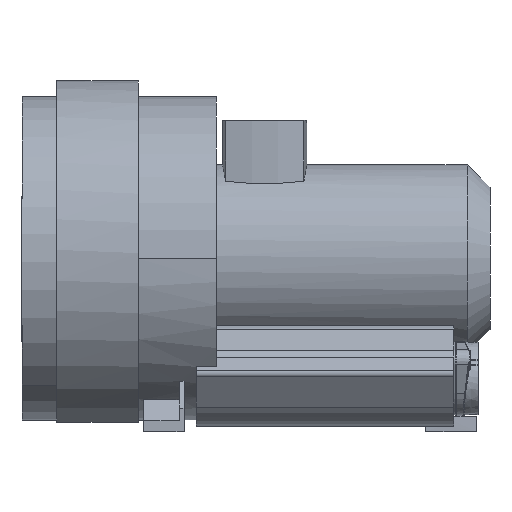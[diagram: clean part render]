
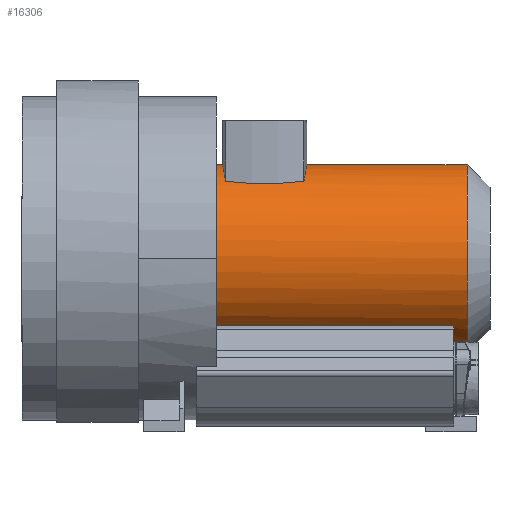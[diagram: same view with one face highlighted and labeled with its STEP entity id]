
A CAD part, left-side view. The second image highlights one B-rep face of the part: STEP entity #16306.
In plain terms, the highlighted cylindrical face has radius 162 mm (diameter 324 mm), a partial arc.
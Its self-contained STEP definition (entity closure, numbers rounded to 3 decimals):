
#3023=CARTESIAN_POINT('',(0.,-545.3,0.001));
#3024=DIRECTION('',(0.,-1.,0.));
#3025=DIRECTION('',(-0.673,0.,-0.74));
#3026=AXIS2_PLACEMENT_3D('',#3023,#3024,#3025);
#5159=CARTESIAN_POINT('',(0.,-508.8,
0.001));
#5160=DIRECTION('',(0.,-1.,0.));
#5161=DIRECTION('',(0.,0.,-1.));
#5162=AXIS2_PLACEMENT_3D('',#5159,#5160,#5161);
#5164=DIRECTION('',(0.,-1.,0.));
#5165=VECTOR('',#5164,373.8);
#5166=CARTESIAN_POINT('',(30.158,-135.,-159.167));
#5167=LINE('',#5166,#5165);
#5168=CARTESIAN_POINT('',(0.,-135.,0.001));
#5169=DIRECTION('',(0.,1.,0.));
#5170=DIRECTION('',(0.186,0.,-0.983));
#5171=AXIS2_PLACEMENT_3D('',#5168,#5169,#5170);
#5173=DIRECTION('',(0.,-1.,0.));
#5174=VECTOR('',#5173,410.3);
#5175=CARTESIAN_POINT('',(-30.161,-135.,-159.167));
#5176=LINE('',#5175,#5174);
#5177=DIRECTION('',(0.,1.,0.));
#5178=VECTOR('',#5177,410.3);
#5179=CARTESIAN_POINT('',(-108.966,-545.3,-119.876));
#5180=LINE('',#5179,#5178);
#5181=CARTESIAN_POINT('',(0.,-135.,0.001));
#5182=DIRECTION('',(0.,1.,0.));
#5183=DIRECTION('',(-0.673,0.,-0.74));
#5184=AXIS2_PLACEMENT_3D('',#5181,#5182,#5183);
#5186=DIRECTION('',(0.,-1.,0.));
#5187=VECTOR('',#5186,373.8);
#5188=CARTESIAN_POINT('',(108.963,-135.,-119.879));
#5189=LINE('',#5188,#5187);
#5190=CARTESIAN_POINT('',(0.,-508.8,
0.001));
#5191=DIRECTION('',(0.,-1.,0.));
#5192=DIRECTION('',(0.673,0.,-0.74));
#5193=AXIS2_PLACEMENT_3D('',#5190,#5191,#5192);
#5195=CARTESIAN_POINT('',(0.,-568.8,
0.001));
#5196=DIRECTION('',(0.,-1.,0.));
#5197=DIRECTION('',(0.,0.,1.));
#5198=AXIS2_PLACEMENT_3D('',#5195,#5196,#5197);
#5200=CARTESIAN_POINT('',(72.139,-150.628,145.052));
#5201=CARTESIAN_POINT('',(64.53,-149.73,148.837));
#5202=CARTESIAN_POINT('',(49.537,-148.22,154.796));
#5203=CARTESIAN_POINT('',(28.83,-146.783,159.833));
#5204=CARTESIAN_POINT('',(10.095,-146.015,162.003));
#5205=CARTESIAN_POINT('',(-6.311,-145.754,
162.121));
#5206=CARTESIAN_POINT('',(-20.894,-145.839,
160.849));
#5207=CARTESIAN_POINT('',(-34.103,-146.177,
158.547));
#5208=CARTESIAN_POINT('',(-46.414,-146.712,
155.381));
#5209=CARTESIAN_POINT('',(-58.438,-147.442,
151.273));
#5210=CARTESIAN_POINT('',(-70.219,-148.36,
146.181));
#5211=CARTESIAN_POINT('',(-81.575,-149.435,
140.158));
#5212=CARTESIAN_POINT('',(-88.745,-150.229,
135.597));
#5213=CARTESIAN_POINT('',(-92.227,-150.64,
133.185));
#5215=CARTESIAN_POINT('',(-92.227,-150.64,
133.185));
#5216=CARTESIAN_POINT('',(-93.183,-156.204,
132.523));
#5217=CARTESIAN_POINT('',(-94.859,-167.373,
131.333));
#5218=CARTESIAN_POINT('',(-96.664,-184.274,
130.005));
#5219=CARTESIAN_POINT('',(-97.751,-201.267,
129.187));
#5220=CARTESIAN_POINT('',(-98.113,-218.307,
128.911));
#5221=CARTESIAN_POINT('',(-97.75,-235.346,
129.187));
#5222=CARTESIAN_POINT('',(-96.663,-252.335,
130.006));
#5223=CARTESIAN_POINT('',(-94.858,-269.232,
131.334));
#5224=CARTESIAN_POINT('',(-93.183,-280.397,
132.524));
#5225=CARTESIAN_POINT('',(-92.227,-285.96,
133.185));
#5227=CARTESIAN_POINT('',(-92.227,-285.96,
133.185));
#5228=CARTESIAN_POINT('',(-88.759,-286.369,
135.587));
#5229=CARTESIAN_POINT('',(-81.618,-287.16,
140.132));
#5230=CARTESIAN_POINT('',(-70.31,-288.232,
146.136));
#5231=CARTESIAN_POINT('',(-58.566,-289.149,
151.223));
#5232=CARTESIAN_POINT('',(-46.589,-289.879,
155.327));
#5233=CARTESIAN_POINT('',(-34.316,-290.416,
158.5));
#5234=CARTESIAN_POINT('',(-21.138,-290.757,
160.817));
#5235=CARTESIAN_POINT('',(-6.575,-290.848,
162.11));
#5236=CARTESIAN_POINT('',(9.839,-290.593,162.02));
#5237=CARTESIAN_POINT('',(28.614,-289.829,159.874));
#5238=CARTESIAN_POINT('',(49.394,-288.394,154.846));
#5239=CARTESIAN_POINT('',(64.479,-286.876,148.862));
#5240=CARTESIAN_POINT('',(72.139,-285.972,145.052));
#5242=CARTESIAN_POINT('',(72.139,-285.972,145.052));
#5243=CARTESIAN_POINT('',(73.096,-280.396,144.577));
#5244=CARTESIAN_POINT('',(74.771,-269.208,143.72));
#5245=CARTESIAN_POINT('',(76.574,-252.3,142.764));
#5246=CARTESIAN_POINT('',(77.658,-235.317,142.175));
#5247=CARTESIAN_POINT('',(78.021,-218.295,141.975));
#5248=CARTESIAN_POINT('',(77.658,-201.273,142.175));
#5249=CARTESIAN_POINT('',(76.573,-184.293,142.764));
#5250=CARTESIAN_POINT('',(74.77,-167.388,143.72));
#5251=CARTESIAN_POINT('',(73.095,-156.203,144.577));
#5252=CARTESIAN_POINT('',(72.139,-150.628,145.052));
#5254=DIRECTION('',(0.,1.,0.));
#5255=VECTOR('',#5254,60.);
#5256=CARTESIAN_POINT('',(-0.004,-568.8,
-161.999));
#5257=LINE('',#5256,#5255);
#5263=DIRECTION('',(0.,1.,0.));
#5264=VECTOR('',#5263,60.);
#5265=CARTESIAN_POINT('',(0.004,-568.8,
162.001));
#5266=LINE('',#5265,#5264);
#6061=VERTEX_POINT('',#5200);
#6062=VERTEX_POINT('',#5213);
#6063=VERTEX_POINT('',#5225);
#6064=VERTEX_POINT('',#5240);
#6113=CARTESIAN_POINT('',(-30.161,-135.,-159.167));
#6114=VERTEX_POINT('',#6113);
#6115=CARTESIAN_POINT('',(-108.966,-135.,-119.876));
#6117=VERTEX_POINT('',#6115);
#6167=CARTESIAN_POINT('',(108.963,-135.,-119.879));
#6168=VERTEX_POINT('',#6167);
#6169=CARTESIAN_POINT('',(30.158,-135.,-159.167));
#6171=VERTEX_POINT('',#6169);
#7220=CARTESIAN_POINT('',(0.004,-568.8,
162.001));
#7222=VERTEX_POINT('',#7220);
#7224=CARTESIAN_POINT('',(-0.004,-568.8,
-161.999));
#7226=VERTEX_POINT('',#7224);
#7227=CARTESIAN_POINT('',(108.963,-508.8,
-119.879));
#7228=CARTESIAN_POINT('',(0.004,-508.8,
162.001));
#7229=VERTEX_POINT('',#7227);
#7230=VERTEX_POINT('',#7228);
#7231=CARTESIAN_POINT('',(-0.004,-508.8,
-161.999));
#7232=CARTESIAN_POINT('',(30.158,-508.8,
-159.167));
#7233=VERTEX_POINT('',#7231);
#7234=VERTEX_POINT('',#7232);
#7235=CARTESIAN_POINT('',(-108.966,-545.3,-119.876));
#7236=CARTESIAN_POINT('',(-30.161,-545.3,-159.167));
#7237=VERTEX_POINT('',#7235);
#7238=VERTEX_POINT('',#7236);
#16266=CARTESIAN_POINT('',(0.,-135.,0.001));
#16267=DIRECTION('',(0.,-1.,0.));
#16268=DIRECTION('',(1.,0.,0.));
#16269=AXIS2_PLACEMENT_3D('',#16266,#16267,#16268);
#16270=CYLINDRICAL_SURFACE('',#16269,162.);
#16272=ORIENTED_EDGE('',*,*,#16271,.T.);
#16274=ORIENTED_EDGE('',*,*,#16273,.T.);
#16276=ORIENTED_EDGE('',*,*,#16275,.F.);
#16278=ORIENTED_EDGE('',*,*,#16277,.T.);
#16280=ORIENTED_EDGE('',*,*,#16279,.T.);
#16281=ORIENTED_EDGE('',*,*,#12252,.F.);
#16283=ORIENTED_EDGE('',*,*,#16282,.T.);
#16285=ORIENTED_EDGE('',*,*,#16284,.T.);
#16287=ORIENTED_EDGE('',*,*,#16286,.T.);
#16289=ORIENTED_EDGE('',*,*,#16288,.T.);
#16291=ORIENTED_EDGE('',*,*,#16290,.F.);
#16293=ORIENTED_EDGE('',*,*,#16292,.T.);
#16294=EDGE_LOOP('',(#16272,#16274,#16276,#16278,#16280,#16281,#16283,#16285,
#16287,#16289,#16291,#16293));
#16295=FACE_OUTER_BOUND('',#16294,.F.);
#16297=ORIENTED_EDGE('',*,*,#16296,.T.);
#16299=ORIENTED_EDGE('',*,*,#16298,.T.);
#16301=ORIENTED_EDGE('',*,*,#16300,.T.);
#16303=ORIENTED_EDGE('',*,*,#16302,.T.);
#16304=EDGE_LOOP('',(#16297,#16299,#16301,#16303));
#16305=FACE_BOUND('',#16304,.F.);
#16306=ADVANCED_FACE('',(#16295,#16305),#16270,.T.);
#3027=CIRCLE('',#3026,162.);
#5163=CIRCLE('',#5162,162.);
#5172=CIRCLE('',#5171,162.);
#5185=CIRCLE('',#5184,162.);
#5194=CIRCLE('',#5193,162.);
#5199=CIRCLE('',#5198,162.);
#5214=B_SPLINE_CURVE_WITH_KNOTS('',3,(#5200,#5201,#5202,#5203,#5204,#5205,#5206,
#5207,#5208,#5209,#5210,#5211,#5212,#5213),.UNSPECIFIED.,.F.,.F.,(4,1,1,1,1,1,1,
1,1,1,1,4),(0.,0.091,0.182,0.273,
0.364,0.455,0.545,0.636,
0.727,0.818,0.909,1.),.UNSPECIFIED.);
#5226=B_SPLINE_CURVE_WITH_KNOTS('',3,(#5215,#5216,#5217,#5218,#5219,#5220,#5221,
#5222,#5223,#5224,#5225),.UNSPECIFIED.,.F.,.F.,(4,1,1,1,1,1,1,1,4),(0.,
0.125,0.25,0.375,0.5,0.625,0.75,0.875,1.),.UNSPECIFIED.);
#5241=B_SPLINE_CURVE_WITH_KNOTS('',3,(#5227,#5228,#5229,#5230,#5231,#5232,#5233,
#5234,#5235,#5236,#5237,#5238,#5239,#5240),.UNSPECIFIED.,.F.,.F.,(4,1,1,1,1,1,1,
1,1,1,1,4),(0.,0.091,0.182,0.273,
0.364,0.455,0.545,0.636,
0.727,0.818,0.909,1.),.UNSPECIFIED.);
#5253=B_SPLINE_CURVE_WITH_KNOTS('',3,(#5242,#5243,#5244,#5245,#5246,#5247,#5248,
#5249,#5250,#5251,#5252),.UNSPECIFIED.,.F.,.F.,(4,1,1,1,1,1,1,1,4),(0.,
0.125,0.25,0.375,0.5,0.625,0.75,0.875,1.),.UNSPECIFIED.);
#12252=EDGE_CURVE('',#7237,#7238,#3027,.T.);
#16271=EDGE_CURVE('',#7226,#7233,#5257,.T.);
#16273=EDGE_CURVE('',#7233,#7234,#5163,.T.);
#16275=EDGE_CURVE('',#6171,#7234,#5167,.T.);
#16277=EDGE_CURVE('',#6171,#6114,#5172,.T.);
#16279=EDGE_CURVE('',#6114,#7238,#5176,.T.);
#16282=EDGE_CURVE('',#7237,#6117,#5180,.T.);
#16284=EDGE_CURVE('',#6117,#6168,#5185,.T.);
#16286=EDGE_CURVE('',#6168,#7229,#5189,.T.);
#16288=EDGE_CURVE('',#7229,#7230,#5194,.T.);
#16290=EDGE_CURVE('',#7222,#7230,#5266,.T.);
#16292=EDGE_CURVE('',#7222,#7226,#5199,.T.);
#16296=EDGE_CURVE('',#6061,#6062,#5214,.T.);
#16298=EDGE_CURVE('',#6062,#6063,#5226,.T.);
#16300=EDGE_CURVE('',#6063,#6064,#5241,.T.);
#16302=EDGE_CURVE('',#6064,#6061,#5253,.T.);
